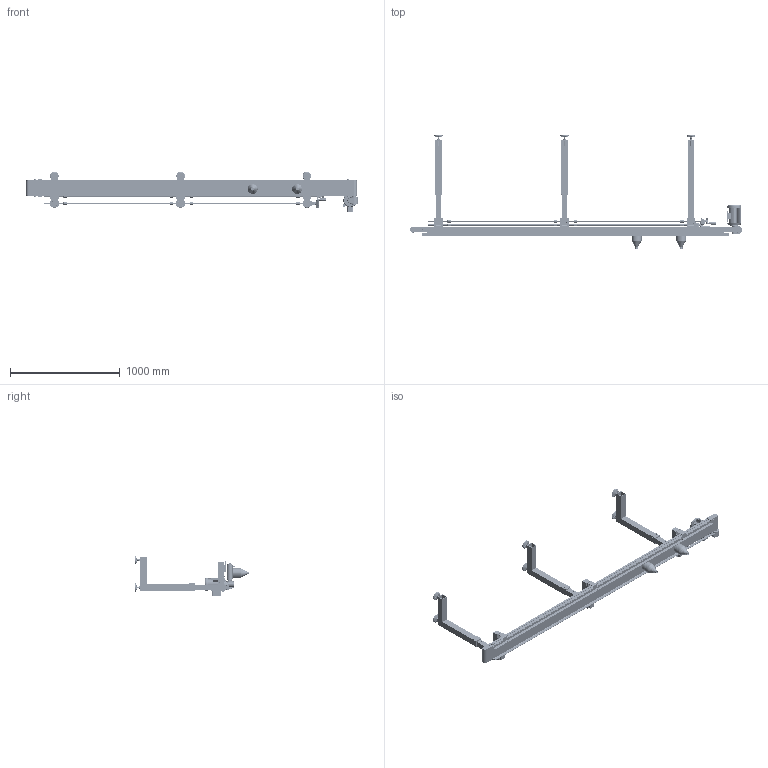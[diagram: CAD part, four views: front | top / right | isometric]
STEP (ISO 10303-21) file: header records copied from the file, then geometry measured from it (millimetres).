
FILE_DESCRIPTION(/* description */ ('Unknown'),/* implementation_level */ '2;1');
FILE_NAME(/* name */ 'A-0000215-Höhen-Seitenführungverstellung-50-dy',/* time_stamp */ '2020-05-25T10:28:16+02:00',/* author */ ('Unknown'),/* organization */ ('Unknown'),/* preprocessor_version */ 'ST-DEVELOPER v16.7',/* originating_system */ 'Solid Edge',/* authorisation */ 'Unknown');
FILE_SCHEMA (('AUTOMOTIVE_DESIGN {1 0 10303 214 3 1 1}'));
Products named in the file (18): A-0000215-Höhen-Seitenführungverstellung-50-dy; A-0000197-Höhenverstellung; Profil-50-500lg-dy; A-0000125-Flanschlager50-Stirnseite-dy; A-0000193-Schlitten50-Teleskop-ohne-Klemm-dy; A-0000042-Kegelradantrieb50-Flanschlager-dy; A-0000134-Führung50-Teleskop-PA12-dy; Rohr4kt-Teleskop50-500ly-dy; LVL_FOOT_M14X66X80_PA_8; A-0000098-Deckel50-geschraubt-dy; Rohr4kt-60-dy; Profil-50-200lg-dy; A-0000123-Schlitten50-60lg-Alu-dy; Halter-Seitenführung; TB-150br-3000lg-dy; A-0000127-Digi-Adapterplatte-50-dy; Flasche D90-150hoch; Drehmomentwelle-D12-xxxlg-dy
Assembly tree (27 placements, depth 3):
  A-0000215-Höhen-Seitenführungverstellung-50-dy
    A-0000197-Höhenverstellung  x3
      Profil-50-500lg-dy
      A-0000125-Flanschlager50-Stirnseite-dy
      A-0000193-Schlitten50-Teleskop-ohne-Klemm-dy
      A-0000042-Kegelradantrieb50-Flanschlager-dy
      A-0000134-Führung50-Teleskop-PA12-dy
      Rohr4kt-Teleskop50-500ly-dy
      LVL_FOOT_M14X66X80_PA_8
      A-0000098-Deckel50-geschraubt-dy
      Rohr4kt-60-dy
      Profil-50-200lg-dy
      A-0000123-Schlitten50-60lg-Alu-dy
      Halter-Seitenführung
    TB-150br-3000lg-dy
    A-0000127-Digi-Adapterplatte-50-dy  x2
    Flasche D90-150hoch  x2
    Drehmomentwelle-D12-xxxlg-dy  x4
Bounding box: 3022.91 x 1038.15 x 369.6 mm (x, y, z)
Volume: 17533234.2 mm3; surface area: 7752156.6 mm2
Topology: 106 solids, 112 shells, 14397 faces, 37942 edges, 24620 vertices
Faces by surface type: plane 9027, cylinder 2676, cone 1600, bspline 633, torus 353, sphere 108
Full cylindrical faces by diameter (mm): 1.7 x30, 2.459 x6, 3 x14, 3.2 x24, 3.242 x24, 3.3 x6, 4 x26, 4.1 x12, 4.134 x3, 4.2 x62, 4.3 x24, 4.917 x164, 5 x45, 5.3 x4, 5.5 x27, 5.6 x6, 5.8 x24, 5.917 x4, 6 x98, 6.2 x6, 6.3 x12, 6.4 x72, 6.6 x12, 7 x4, 7.8 x1, 8 x2, 8.96 x6, 10 x72, 10.546 x6, 11 x60
Entity records: 163816 total; most frequent: CARTESIAN_POINT 40520, ORIENTED_EDGE 19908, DIRECTION 19331, EDGE_CURVE 9954, LINE 6905, VECTOR 6905, VERTEX_POINT 6769, AXIS2_PLACEMENT_3D 6213
